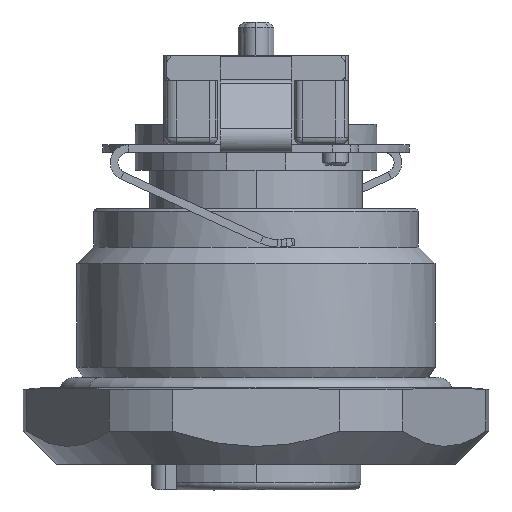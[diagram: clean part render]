
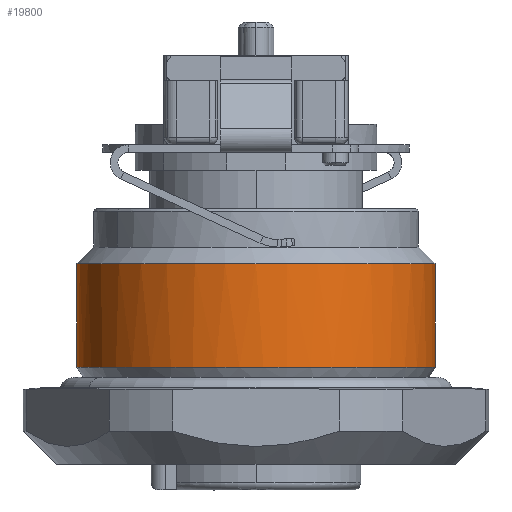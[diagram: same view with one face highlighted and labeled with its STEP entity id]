
A CAD part, left-side view. The second image highlights one B-rep face of the part: STEP entity #19800.
In plain terms, the highlighted cylindrical face has radius 7 mm (diameter 14 mm), a partial arc.
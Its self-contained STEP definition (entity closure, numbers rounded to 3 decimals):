
#19717=AXIS2_PLACEMENT_3D('Circle Axis2P3D',#19715,#19716,$) ;
#19775=AXIS2_PLACEMENT_3D('Cylinder Axis2P3D',#19772,#19773,#19774) ;
#19686=CARTESIAN_POINT('Vertex',(8.5,2.1,8.85)) ;
#19693=CARTESIAN_POINT('Vertex',(8.5,16.1,8.85)) ;
#19715=CARTESIAN_POINT('Axis2P3D Location',(8.5,9.1,8.85)) ;
#19734=CARTESIAN_POINT('Line Origine',(8.5,2.1,5.06)) ;
#19738=CARTESIAN_POINT('Vertex',(8.5,2.1,4.8)) ;
#19757=CARTESIAN_POINT('Vertex',(8.5,16.1,4.8)) ;
#19760=CARTESIAN_POINT('Line Origine',(8.5,16.1,5.06)) ;
#19772=CARTESIAN_POINT('Axis2P3D Location',(8.5,9.1,5.06)) ;
#19778=CARTESIAN_POINT('Control Point',(8.5,16.1,4.8)) ;
#19779=CARTESIAN_POINT('Control Point',(7.4,16.1,4.8)) ;
#19780=CARTESIAN_POINT('Control Point',(6.301,15.884,4.8)) ;
#19781=CARTESIAN_POINT('Control Point',(5.258,15.452,4.8)) ;
#19782=CARTESIAN_POINT('Control Point',(3.398,14.202,4.8)) ;
#19783=CARTESIAN_POINT('Control Point',(2.148,12.342,4.8)) ;
#19784=CARTESIAN_POINT('Control Point',(1.716,11.299,4.8)) ;
#19785=CARTESIAN_POINT('Control Point',(1.284,9.1,4.8)) ;
#19786=CARTESIAN_POINT('Control Point',(1.716,6.901,4.8)) ;
#19787=CARTESIAN_POINT('Control Point',(2.148,5.858,4.8)) ;
#19788=CARTESIAN_POINT('Control Point',(3.398,3.998,4.8)) ;
#19789=CARTESIAN_POINT('Control Point',(5.258,2.748,4.8)) ;
#19790=CARTESIAN_POINT('Control Point',(6.301,2.316,4.8)) ;
#19791=CARTESIAN_POINT('Control Point',(7.401,2.1,4.8)) ;
#19792=CARTESIAN_POINT('Control Point',(8.5,2.1,4.8)) ;
#19716=DIRECTION('Axis2P3D Direction',(0.,0.,-1.)) ;
#19735=DIRECTION('Vector Direction',(0.,0.,-1.)) ;
#19761=DIRECTION('Vector Direction',(0.,0.,-1.)) ;
#19773=DIRECTION('Axis2P3D Direction',(0.,0.,-1.)) ;
#19774=DIRECTION('Axis2P3D XDirection',(0.,-1.,0.)) ;
#19736=VECTOR('Line Direction',#19735,1.) ;
#19762=VECTOR('Line Direction',#19761,1.) ;
#19795=ORIENTED_EDGE('',*,*,#19764,.T.) ;
#19796=ORIENTED_EDGE('',*,*,#19793,.T.) ;
#19797=ORIENTED_EDGE('',*,*,#19740,.T.) ;
#19798=ORIENTED_EDGE('',*,*,#19719,.T.) ;
#19800=ADVANCED_FACE('V3',(#19799),#19776,.T.) ;
#19777=B_SPLINE_CURVE_WITH_KNOTS('',5,(#19778,#19779,#19780,#19781,#19782,#19783,#19784,#19785,#19786,#19787,#19788,#19789,#19790,#19791,#19792),.UNSPECIFIED.,.F.,.U.,(6,3,3,3,6),(-10.995,-5.498,0.,5.498,10.995),.UNSPECIFIED.) ;
#19718=CIRCLE('generated circle',#19717,7.) ;
#19776=CYLINDRICAL_SURFACE('generated cylinder',#19775,7.) ;
#19719=EDGE_CURVE('',#19687,#19694,#19718,.T.) ;
#19740=EDGE_CURVE('',#19739,#19687,#19737,.F.) ;
#19764=EDGE_CURVE('',#19694,#19758,#19763,.T.) ;
#19793=EDGE_CURVE('',#19758,#19739,#19777,.T.) ;
#19794=EDGE_LOOP('',(#19795,#19796,#19797,#19798)) ;
#19799=FACE_OUTER_BOUND('',#19794,.T.) ;
#19737=LINE('Line',#19734,#19736) ;
#19763=LINE('Line',#19760,#19762) ;
#19687=VERTEX_POINT('',#19686) ;
#19694=VERTEX_POINT('',#19693) ;
#19739=VERTEX_POINT('',#19738) ;
#19758=VERTEX_POINT('',#19757) ;
